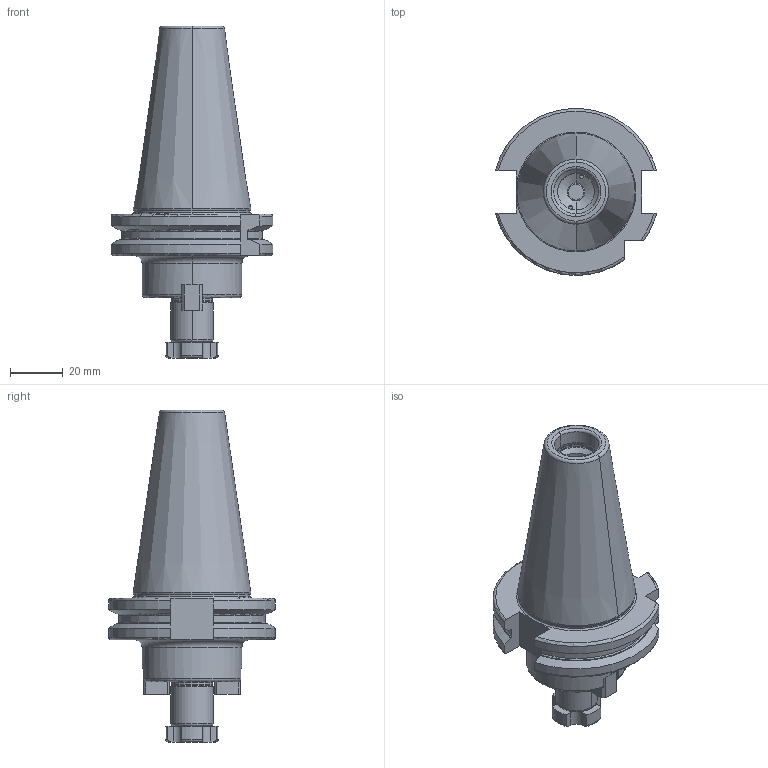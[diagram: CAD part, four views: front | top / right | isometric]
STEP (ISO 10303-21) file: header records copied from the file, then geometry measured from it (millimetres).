
FILE_DESCRIPTION((''),'2;1');
FILE_NAME('402_11_16','2020-09-01T',('104091'),(''),'CREO PARAMETRIC BY PTC INC, 2016260','CREO PARAMETRIC BY PTC INC, 2016260','');
FILE_SCHEMA(('CONFIG_CONTROL_DESIGN'));
Length unit declared in the file: millimetre
Products named in the file (1): 402_11_16
Bounding box: 61.48 x 63.54 x 126.4 mm (x, y, z)
Volume: 121544.3 mm3; surface area: 25977.4 mm2
Topology: 1 solids, 5 shells, 239 faces, 588 edges, 367 vertices
Faces by surface type: plane 92, cylinder 67, torus 44, cone 36
Entity records: 7453 total; most frequent: CARTESIAN_POINT 1667, DIRECTION 1262, ORIENTED_EDGE 1172, EDGE_CURVE 586, AXIS2_PLACEMENT_3D 495, VERTEX_POINT 367, VECTOR 272, LINE 272
